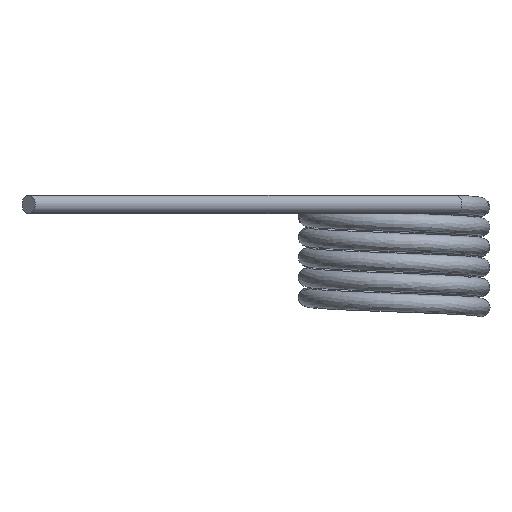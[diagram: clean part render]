
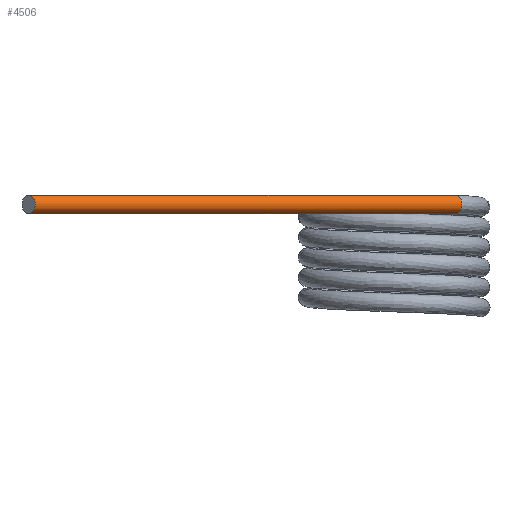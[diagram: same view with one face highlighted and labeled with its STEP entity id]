
A CAD part, left-side view. The second image highlights one B-rep face of the part: STEP entity #4506.
In plain terms, the highlighted cylindrical face has radius 1.4 mm (diameter 2.8 mm), a partial arc.
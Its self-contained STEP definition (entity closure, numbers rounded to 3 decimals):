
#2=CARTESIAN_POINT('',(-1270.622,54.978,-0.077));
#3=DIRECTION('',(0.707,-0.707,0.));
#4=DIRECTION('',(-0.707,-0.707,0.));
#5=AXIS2_PLACEMENT_3D('',#2,#3,#4);
#7=CARTESIAN_POINT('',(-1270.622,54.978,-1.477));
#215=CARTESIAN_POINT('',(-1270.622,54.978,
-0.077));
#216=DIRECTION('',(-0.707,0.707,0.));
#217=DIRECTION('',(-0.707,-0.707,0.));
#218=AXIS2_PLACEMENT_3D('',#215,#216,#217);
#220=DIRECTION('',(0.707,-0.707,0.));
#221=VECTOR('',#220,90.);
#222=CARTESIAN_POINT('',(-1334.261,118.618,-1.477));
#223=LINE('',#222,#221);
#224=CARTESIAN_POINT('',(-1334.261,118.618,
-0.077));
#225=DIRECTION('',(-0.707,0.707,0.));
#226=DIRECTION('',(0.,0.,-1.));
#227=AXIS2_PLACEMENT_3D('',#224,#225,#226);
#246=DIRECTION('',(0.707,-0.707,0.));
#247=VECTOR('',#246,90.);
#248=CARTESIAN_POINT('',(-1334.261,118.618,1.323));
#249=LINE('',#248,#247);
#522=CARTESIAN_POINT('',(-1271.612,53.988,
-0.077));
#523=CARTESIAN_POINT('',(-1270.622,54.978,1.323));
#524=VERTEX_POINT('',#522);
#525=VERTEX_POINT('',#523);
#531=VERTEX_POINT('',#7);
#538=CARTESIAN_POINT('',(-1334.261,118.618,1.323));
#539=CARTESIAN_POINT('',(-1334.261,118.618,-1.477));
#540=VERTEX_POINT('',#538);
#541=VERTEX_POINT('',#539);
#4491=CARTESIAN_POINT('',(-1270.622,54.978,
-0.077));
#4492=DIRECTION('',(-0.707,0.707,0.));
#4493=DIRECTION('',(0.,0.,-1.));
#4494=AXIS2_PLACEMENT_3D('',#4491,#4492,#4493);
#4495=CYLINDRICAL_SURFACE('',#4494,1.4);
#4497=ORIENTED_EDGE('',*,*,#4496,.T.);
#4499=ORIENTED_EDGE('',*,*,#4498,.T.);
#4500=ORIENTED_EDGE('',*,*,#4478,.F.);
#4501=ORIENTED_EDGE('',*,*,#4476,.T.);
#4503=ORIENTED_EDGE('',*,*,#4502,.F.);
#4504=EDGE_LOOP('',(#4497,#4499,#4500,#4501,#4503));
#4505=FACE_OUTER_BOUND('',#4504,.F.);
#4506=ADVANCED_FACE('',(#4505),#4495,.T.);
#6=CIRCLE('',#5,1.4);
#219=CIRCLE('',#218,1.4);
#228=CIRCLE('',#227,1.4);
#4476=EDGE_CURVE('',#524,#531,#6,.T.);
#4478=EDGE_CURVE('',#524,#525,#219,.T.);
#4496=EDGE_CURVE('',#541,#540,#228,.T.);
#4498=EDGE_CURVE('',#540,#525,#249,.T.);
#4502=EDGE_CURVE('',#541,#531,#223,.T.);
